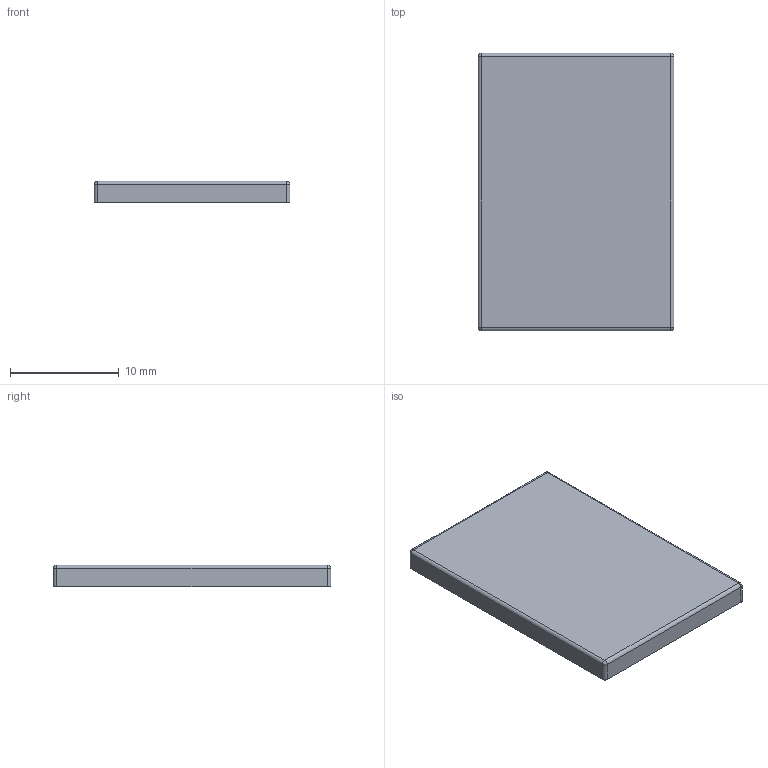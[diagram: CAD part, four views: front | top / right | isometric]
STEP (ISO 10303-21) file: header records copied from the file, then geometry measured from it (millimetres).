
FILE_DESCRIPTION (( 'STEP AP214' ), '1' );
FILE_NAME ( 'ESP32-S3-WROOM-1.STEP', '2024-12-19T16:39:30', ( '' ), ( '' ), '', '©2017-2022 PCBL', '' );
FILE_SCHEMA (( 'AUTOMOTIVE_DESIGN' ));
Length unit declared in the file: millimetre
Products named in the file (1): ESP32-S3-WROOM-1
Bounding box: 18 x 25.5 x 2 mm (x, y, z)
Volume: 915.9 mm3; surface area: 1078.9 mm2
Topology: 1 solids, 1 shells, 18 faces, 40 edges, 20 vertices
Faces by surface type: cylinder 8, plane 6, sphere 4
Entity records: 492 total; most frequent: DIRECTION 90, CARTESIAN_POINT 75, ORIENTED_EDGE 72, EDGE_CURVE 36, AXIS2_PLACEMENT_3D 35, VERTEX_POINT 20, VECTOR 20, LINE 20
